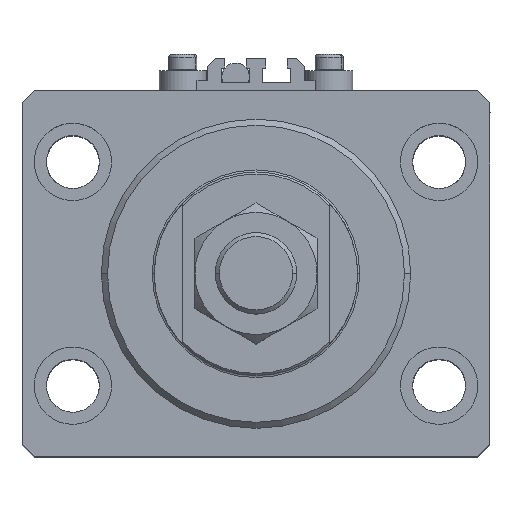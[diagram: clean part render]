
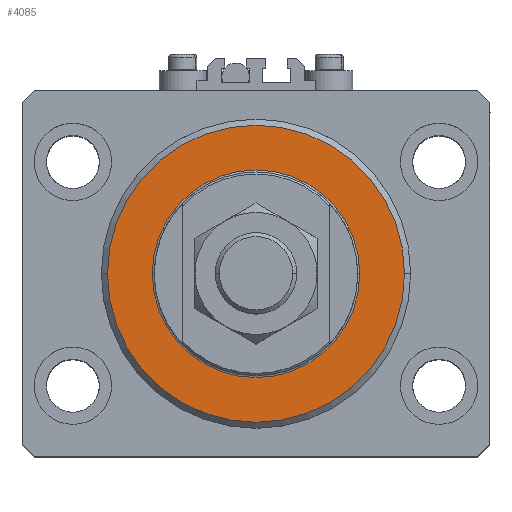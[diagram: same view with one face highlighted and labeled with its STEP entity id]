
A CAD part, top view. The second image highlights one B-rep face of the part: STEP entity #4085.
In plain terms, the highlighted face is planar.
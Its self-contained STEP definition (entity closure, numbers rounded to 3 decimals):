
#280 = DIRECTION ( 'NONE',  ( 0., 0., 1. ) ) ;
#789 = FACE_BOUND ( 'NONE', #27750, .T. ) ;
#2044 = EDGE_CURVE ( 'NONE', #39811, #20823, #20407, .T. ) ;
#4085 = ADVANCED_FACE ( 'NONE', ( #789, #40026 ), #44155, .F. ) ;
#6699 = VERTEX_POINT ( 'NONE', #41936 ) ;
#7287 = EDGE_LOOP ( 'NONE', ( #35290, #32542 ) ) ;
#8019 = AXIS2_PLACEMENT_3D ( 'NONE', #26590, #50556, #11579 ) ;
#8749 = DIRECTION ( 'NONE',  ( 1., 0., 0. ) ) ;
#8789 = DIRECTION ( 'NONE',  ( 0., 0., 1. ) ) ;
#9313 = CIRCLE ( 'NONE', #14245, 25.5 ) ;
#10333 = ORIENTED_EDGE ( 'NONE', *, *, #32376, .T. ) ;
#10698 = AXIS2_PLACEMENT_3D ( 'NONE', #36685, #8789, #14125 ) ;
#11579 = DIRECTION ( 'NONE',  ( 1., 0., 0. ) ) ;
#14125 = DIRECTION ( 'NONE',  ( 1., 0., 0. ) ) ;
#14245 = AXIS2_PLACEMENT_3D ( 'NONE', #35659, #280, #31780 ) ;
#14736 = DIRECTION ( 'NONE',  ( 1., 0., 0. ) ) ;
#14753 = ORIENTED_EDGE ( 'NONE', *, *, #47984, .T. ) ;
#20407 = CIRCLE ( 'NONE', #49238, 36.5 ) ;
#20823 = VERTEX_POINT ( 'NONE', #31139 ) ;
#25425 = CARTESIAN_POINT ( 'NONE',  ( 25.5, 0., 0. ) ) ;
#26590 = CARTESIAN_POINT ( 'NONE',  ( 0., 0., 0. ) ) ;
#27750 = EDGE_LOOP ( 'NONE', ( #10333, #14753 ) ) ;
#27879 = DIRECTION ( 'NONE',  ( 0., 0., -1. ) ) ;
#31139 = CARTESIAN_POINT ( 'NONE',  ( -36.5, 0., 0. ) ) ;
#31502 = CARTESIAN_POINT ( 'NONE',  ( 36.5, 0., 0. ) ) ;
#31780 = DIRECTION ( 'NONE',  ( 1., 0., 0. ) ) ;
#32376 = EDGE_CURVE ( 'NONE', #42385, #6699, #45936, .T. ) ;
#32542 = ORIENTED_EDGE ( 'NONE', *, *, #44480, .T. ) ;
#35290 = ORIENTED_EDGE ( 'NONE', *, *, #2044, .T. ) ;
#35659 = CARTESIAN_POINT ( 'NONE',  ( 0., 0., 0. ) ) ;
#36685 = CARTESIAN_POINT ( 'NONE',  ( 0., 0., 0. ) ) ;
#38741 = CARTESIAN_POINT ( 'NONE',  ( 0., 0., 0. ) ) ;
#39639 = AXIS2_PLACEMENT_3D ( 'NONE', #40498, #27879, #8749 ) ;
#39811 = VERTEX_POINT ( 'NONE', #31502 ) ;
#40026 = FACE_OUTER_BOUND ( 'NONE', #7287, .T. ) ;
#40498 = CARTESIAN_POINT ( 'NONE',  ( 0., 0., 0. ) ) ;
#41936 = CARTESIAN_POINT ( 'NONE',  ( -25.5, 0., 0. ) ) ;
#42385 = VERTEX_POINT ( 'NONE', #25425 ) ;
#42854 = DIRECTION ( 'NONE',  ( 0., 0., -1. ) ) ;
#44155 = PLANE ( 'NONE',  #10698 ) ;
#44480 = EDGE_CURVE ( 'NONE', #20823, #39811, #49532, .T. ) ;
#45936 = CIRCLE ( 'NONE', #8019, 25.5 ) ;
#47984 = EDGE_CURVE ( 'NONE', #6699, #42385, #9313, .T. ) ;
#49238 = AXIS2_PLACEMENT_3D ( 'NONE', #38741, #42854, #14736 ) ;
#49532 = CIRCLE ( 'NONE', #39639, 36.5 ) ;
#50556 = DIRECTION ( 'NONE',  ( 0., 0., 1. ) ) ;
